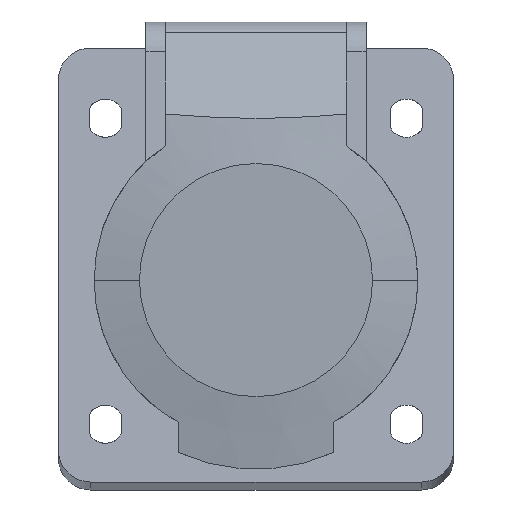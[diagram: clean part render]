
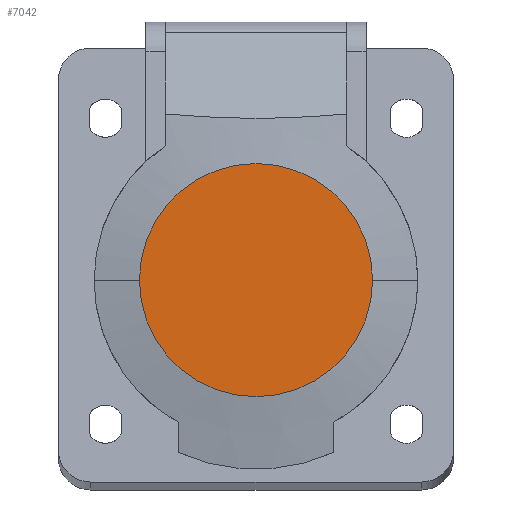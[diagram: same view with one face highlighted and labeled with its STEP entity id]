
A CAD part, top view. The second image highlights one B-rep face of the part: STEP entity #7042.
In plain terms, the highlighted planar face has unit normal (0, 0, 1).
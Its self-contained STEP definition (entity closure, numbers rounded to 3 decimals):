
#153 = ORIENTED_EDGE ( 'NONE', *, *, #9961, .T. ) ;
#226 = EDGE_LOOP ( 'NONE', ( #153, #1554 ) ) ;
#319 = CARTESIAN_POINT ( 'NONE',  ( 18., 31.145, 24. ) ) ;
#1554 = ORIENTED_EDGE ( 'NONE', *, *, #7631, .T. ) ;
#1888 = CARTESIAN_POINT ( 'NONE',  ( 0., 31.145, 24. ) ) ;
#1918 = AXIS2_PLACEMENT_3D ( 'NONE', #7707, #9362, #4431 ) ;
#2751 = DIRECTION ( 'NONE',  ( 1., 0., 0. ) ) ;
#2862 = DIRECTION ( 'NONE',  ( 0., 0., 1. ) ) ;
#3479 = AXIS2_PLACEMENT_3D ( 'NONE', #1888, #7724, #2751 ) ;
#4317 = CIRCLE ( 'NONE', #3479, 18. ) ;
#4431 = DIRECTION ( 'NONE',  ( 1., 0., 0. ) ) ;
#4918 = VERTEX_POINT ( 'NONE', #319 ) ;
#6440 = AXIS2_PLACEMENT_3D ( 'NONE', #7828, #2862, #8660 ) ;
#7042 = ADVANCED_FACE ( 'NONE', ( #8957 ), #8534, .T. ) ;
#7631 = EDGE_CURVE ( 'NONE', #4918, #8988, #4317, .T. ) ;
#7707 = CARTESIAN_POINT ( 'NONE',  ( 0., 20.115, 24. ) ) ;
#7724 = DIRECTION ( 'NONE',  ( 0., 0., 1. ) ) ;
#7828 = CARTESIAN_POINT ( 'NONE',  ( 0., 31.145, 24. ) ) ;
#8534 = PLANE ( 'NONE',  #1918 ) ;
#8660 = DIRECTION ( 'NONE',  ( 1., 0., 0. ) ) ;
#8868 = CARTESIAN_POINT ( 'NONE',  ( -18., 31.145, 24. ) ) ;
#8957 = FACE_OUTER_BOUND ( 'NONE', #226, .T. ) ;
#8988 = VERTEX_POINT ( 'NONE', #8868 ) ;
#9362 = DIRECTION ( 'NONE',  ( 0., 0., 1. ) ) ;
#9961 = EDGE_CURVE ( 'NONE', #8988, #4918, #10497, .T. ) ;
#10497 = CIRCLE ( 'NONE', #6440, 18. ) ;
